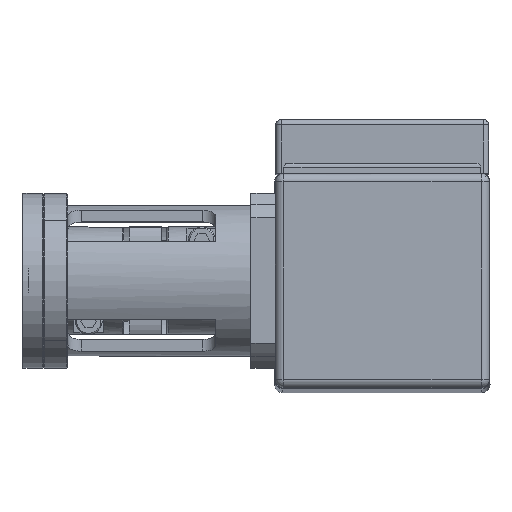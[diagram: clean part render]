
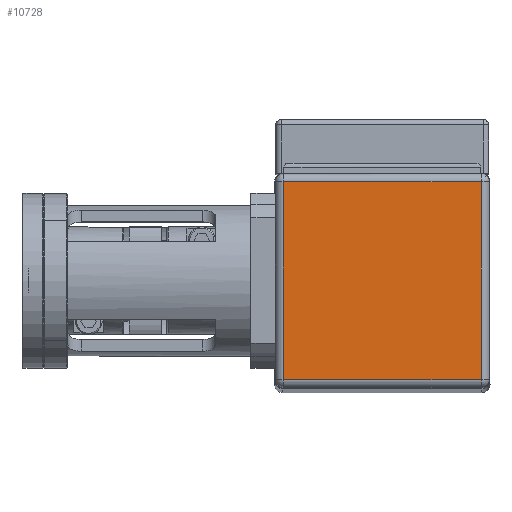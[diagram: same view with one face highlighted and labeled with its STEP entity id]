
A CAD part, top view. The second image highlights one B-rep face of the part: STEP entity #10728.
In plain terms, the highlighted planar face has unit normal (0, 0, 1).
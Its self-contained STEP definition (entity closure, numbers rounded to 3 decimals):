
#10084=CARTESIAN_POINT('',(36.749,36.751,-189.814));
#10085=VERTEX_POINT('',#10084);
#10093=CARTESIAN_POINT('',(36.751,-36.749,-189.814));
#10094=VERTEX_POINT('',#10093);
#10095=CARTESIAN_POINT('',(36.749,36.751,-189.814));
#10096=DIRECTION('',(0.,-1.,0.));
#10097=VECTOR('',#10096,73.5);
#10098=LINE('',#10095,#10097);
#10099=EDGE_CURVE('',#10085,#10094,#10098,.T.);
#10585=CARTESIAN_POINT('',(-36.749,-36.75,-189.814));
#10586=VERTEX_POINT('',#10585);
#10587=CARTESIAN_POINT('',(-36.749,-36.75,-189.814));
#10588=DIRECTION('',(1.,0.,0.));
#10589=VECTOR('',#10588,73.5);
#10590=LINE('',#10587,#10589);
#10591=EDGE_CURVE('',#10586,#10094,#10590,.T.);
#10617=CARTESIAN_POINT('',(-36.751,36.75,-189.814));
#10618=VERTEX_POINT('',#10617);
#10619=CARTESIAN_POINT('',(-36.749,-36.75,-189.814));
#10620=DIRECTION('',(0.,1.,0.0));
#10621=VECTOR('',#10620,73.5);
#10622=LINE('',#10619,#10621);
#10623=EDGE_CURVE('',#10586,#10618,#10622,.T.);
#10649=CARTESIAN_POINT('',(-36.751,36.75,-189.814));
#10650=DIRECTION('',(1.,0.,0.));
#10651=VECTOR('',#10650,73.5);
#10652=LINE('',#10649,#10651);
#10653=EDGE_CURVE('',#10618,#10085,#10652,.T.);
#10717=CARTESIAN_POINT('',(0.,0.,-189.814));
#10718=DIRECTION('',(0.0,0.0,1.0));
#10719=DIRECTION('',(1.,0.,0.0));
#10720=AXIS2_PLACEMENT_3D('',#10717,#10718,#10719);
#10721=PLANE('',#10720);
#10722=ORIENTED_EDGE('',*,*,#10591,.T.);
#10723=ORIENTED_EDGE('',*,*,#10099,.F.);
#10724=ORIENTED_EDGE('',*,*,#10653,.F.);
#10725=ORIENTED_EDGE('',*,*,#10623,.F.);
#10726=EDGE_LOOP('',(#10722,#10723,#10724,#10725));
#10727=FACE_OUTER_BOUND('',#10726,.T.);
#10728=ADVANCED_FACE('',(#10727),#10721,.T.);
